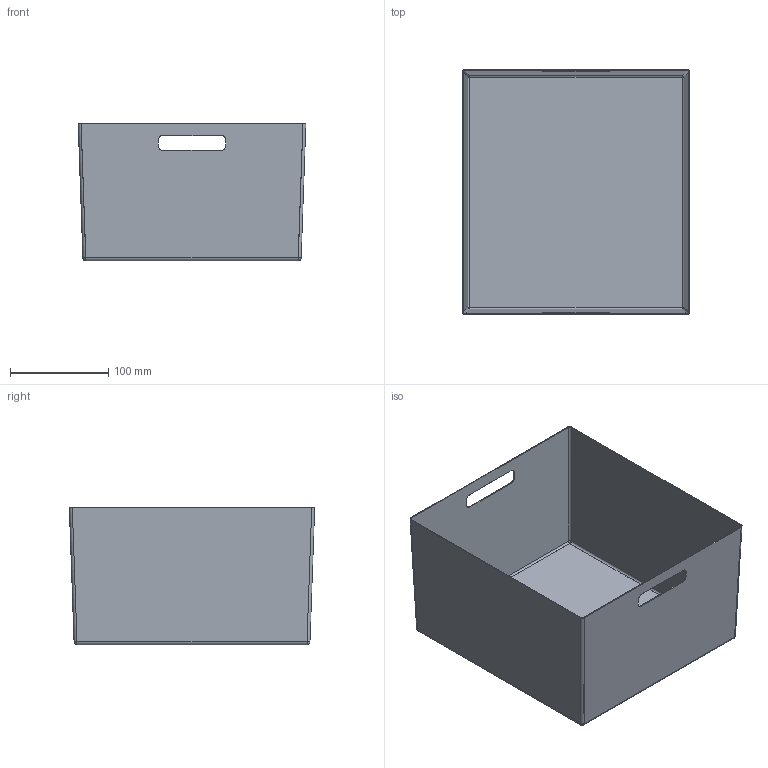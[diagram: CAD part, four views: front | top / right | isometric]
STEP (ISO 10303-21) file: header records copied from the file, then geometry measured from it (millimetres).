
FILE_DESCRIPTION(('HOOPS Exchange Step'),'2;1');
FILE_NAME('temp_export','2024-01-26T17:07:07+16:00',('e'),('Shapr3D Limited'),'HOOPS Exchange 2023.2','Shapr3D','Authorized');
FILE_SCHEMA( ('AUTOMOTIVE_DESIGN { 1 0 10303 214 1 1 1 1 }') );
Length unit declared in the file: millimetre
Products named in the file (1): root
Bounding box: 232 x 250 x 140 mm (x, y, z)
Volume: 175265.5 mm3; surface area: 362674 mm2
Topology: 1 solids, 1 shells, 51 faces, 128 edges, 72 vertices
Faces by surface type: cylinder 16, plane 15, extrusion 8, sphere 8, bspline 4
Entity records: 1737 total; most frequent: CARTESIAN_POINT 623, ORIENTED_EDGE 240, DIRECTION 200, EDGE_CURVE 120, VERTEX_POINT 72, VECTOR 72, AXIS2_PLACEMENT_3D 64, LINE 64
